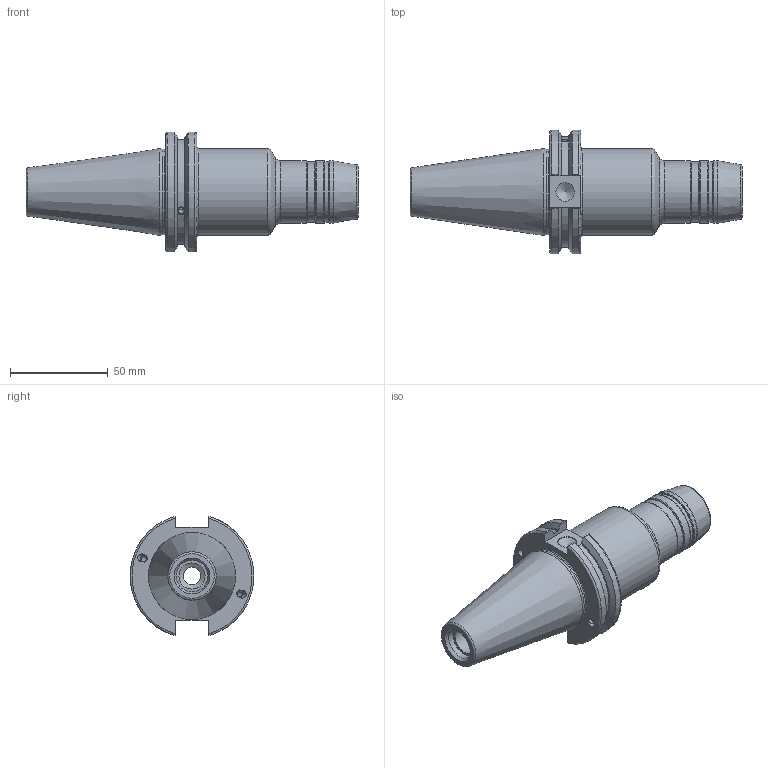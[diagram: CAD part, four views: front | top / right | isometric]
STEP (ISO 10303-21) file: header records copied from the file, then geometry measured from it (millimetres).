
FILE_DESCRIPTION(/* description */ (''),/* implementation_level */ '2;1');
FILE_NAME(/* name */ 'WK024.stp',/* time_stamp */ '2024-12-30T16:28:06+09:00',/* author */ ('YSH'),/* organization */ (''),/* preprocessor_version */ 'ST-DEVELOPER v20',/* originating_system */ 'Autodesk Inventor 2025',/* authorisation */ '');
FILE_SCHEMA (('AUTOMOTIVE_DESIGN { 1 0 10303 214 3 1 1 }'));
Length unit declared in the file: millimetre
Products named in the file (1): LO-CAT40ADB-HC12.7-101.6
Bounding box: 169.85 x 63.26 x 61.09 mm (x, y, z)
Volume: 189027.8 mm3; surface area: 32424.3 mm2
Topology: 1 solids, 1 shells, 102 faces, 285 edges, 187 vertices
Faces by surface type: cylinder 33, plane 33, torus 19, cone 17
Full cylindrical faces by diameter (mm): 3.242 x8, 4 x2, 4.2 x2, 8.917 x1, 9.525 x1, 12.7 x1, 13.2 x1, 13.386 x1, 16.3 x1, 31 x2, 32 x3, 43.6 x1, 44.45 x1
Entity records: 3590 total; most frequent: CARTESIAN_POINT 886, DIRECTION 583, ORIENTED_EDGE 564, EDGE_CURVE 282, AXIS2_PLACEMENT_3D 246, VERTEX_POINT 187, CIRCLE 125, EDGE_LOOP 117
